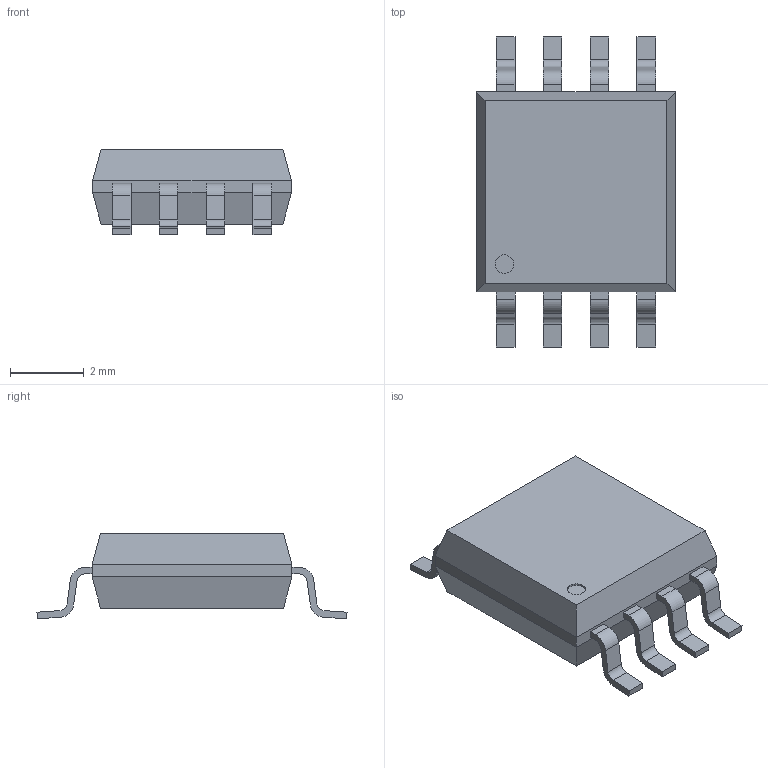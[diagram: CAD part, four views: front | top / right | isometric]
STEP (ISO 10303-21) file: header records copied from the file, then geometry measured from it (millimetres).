
FILE_DESCRIPTION(('FreeCAD Model'),'2;1');
FILE_NAME('SODEFAU0228124759330.step', '2018-01-19T19:46:31',('kicad StepUp'),('ksu MCAD'), 'Open CASCADE STEP processor 6.8','FreeCAD','Unknown');
FILE_SCHEMA(('AUTOMOTIVE_DESIGN_CC2 { 1 2 10303 214 -1 1 5 4 }'));
Length unit declared in the file: millimetre
Products named in the file (2): ASSEMBLY; SODEFAU0228124759330
Assembly tree (1 placements, depth 2):
  ASSEMBLY
    SODEFAU0228124759330
Bounding box: 5.38 x 8.39 x 2.32 mm (x, y, z)
Volume: 56.7 mm3; surface area: 117.9 mm2
Topology: 1 solids, 1 shells, 121 faces, 322 edges, 212 vertices
Faces by surface type: plane 87, cylinder 34
Entity records: 4619 total; most frequent: CARTESIAN_POINT 657, ORIENTED_EDGE 644, DIRECTION 636, EDGE_CURVE 322, LINE 254, VECTOR 254, VERTEX_POINT 212, AXIS2_PLACEMENT_3D 191
